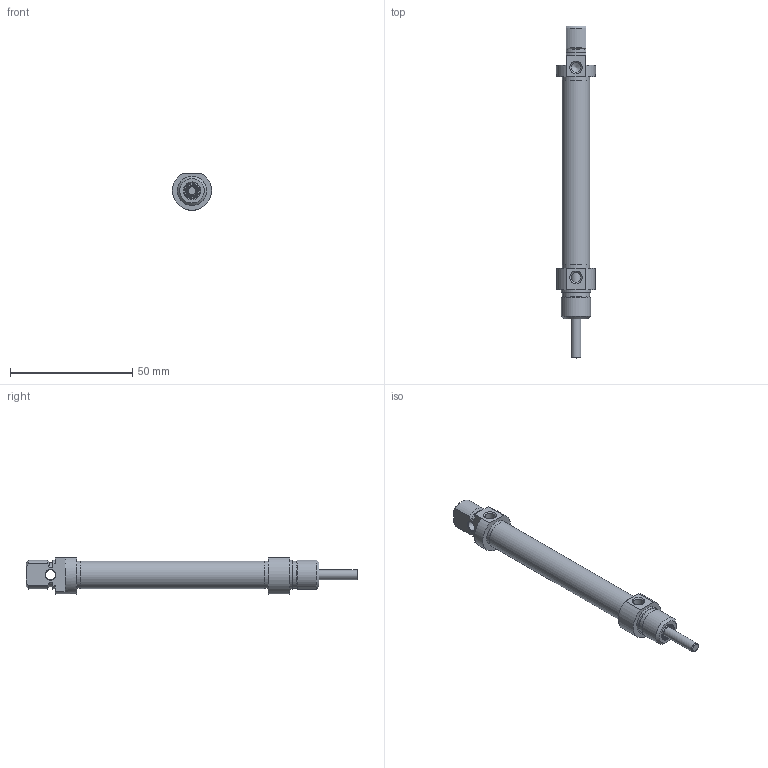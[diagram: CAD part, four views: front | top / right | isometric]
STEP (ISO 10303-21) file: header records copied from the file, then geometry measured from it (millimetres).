
FILE_DESCRIPTION((''),'2;1');
FILE_NAME('ODM010.050.GS.M.stp','2014-02-25T14:20:05',('carlo.corazza'),(''),'Autodesk Inventor 2012','Autodesk Inventor 2012','');
FILE_SCHEMA(('AUTOMOTIVE_DESIGN { 1 0 10303 214 1 1 1 1 }'));
Length unit declared in the file: millimetre
Products named in the file (5): ODM010..GS.M; TP; CORPO-050; TA; STELO-050
Assembly tree (4 placements, depth 2):
  ODM010..GS.M
    TP
    CORPO-050
    TA
    STELO-050
Bounding box: 16 x 136 x 15 mm (x, y, z)
Volume: 8075.9 mm3; surface area: 9734 mm2
Topology: 4 solids, 4 shells, 90 faces, 185 edges, 118 vertices
Faces by surface type: plane 32, cylinder 28, cone 23, torus 7
Full cylindrical faces by diameter (mm): 3 x1, 4 x2, 4.134 x2, 4.426 x1, 4.7 x1, 6.5 x1, 6.6 x1, 6.7 x1, 8.1 x1, 8.2 x1, 10 x1, 11.2 x3, 11.27 x1, 12 x2
Entity records: 2347 total; most frequent: CARTESIAN_POINT 410, DIRECTION 404, ORIENTED_EDGE 260, AXIS2_PLACEMENT_3D 184, EDGE_LOOP 154, EDGE_CURVE 130, VERTEX_POINT 108, FACE_OUTER_BOUND 90
